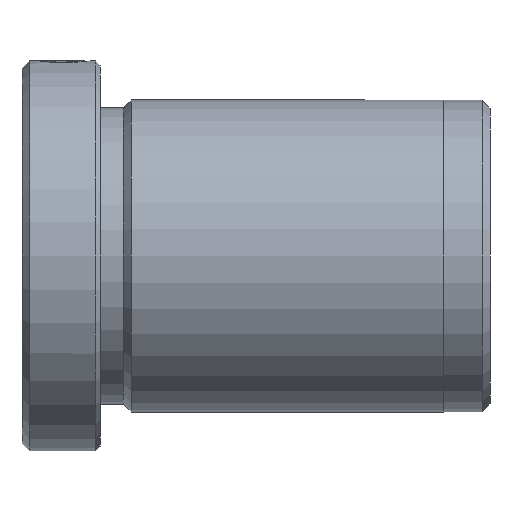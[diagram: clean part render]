
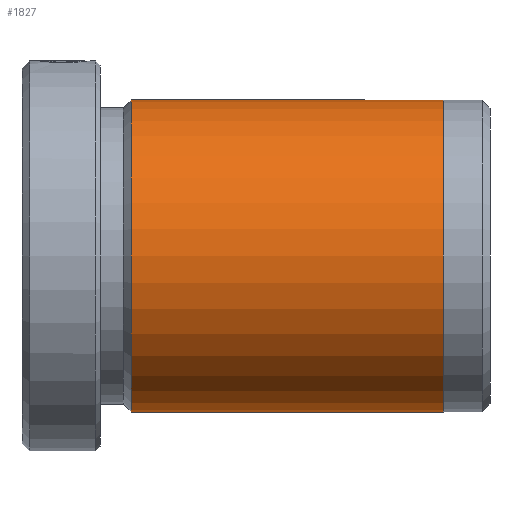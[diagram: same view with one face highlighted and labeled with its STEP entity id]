
A CAD part, left-side view. The second image highlights one B-rep face of the part: STEP entity #1827.
In plain terms, the highlighted cylindrical face has radius 10 mm (diameter 20 mm), a partial arc.
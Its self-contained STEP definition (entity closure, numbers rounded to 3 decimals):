
#6 = VERTEX_POINT ( 'NONE', #1758 ) ;
#27 = LINE ( 'NONE', #1533, #1095 ) ;
#56 = VECTOR ( 'NONE', #857, 1000. ) ;
#59 = CARTESIAN_POINT ( 'NONE',  ( 0., -27., 10. ) ) ;
#89 = VERTEX_POINT ( 'NONE', #1356 ) ;
#91 = CIRCLE ( 'NONE', #747, 10. ) ;
#96 = ORIENTED_EDGE ( 'NONE', *, *, #211, .F. ) ;
#211 = EDGE_CURVE ( 'NONE', #6, #1296, #27, .T. ) ;
#316 = EDGE_LOOP ( 'NONE', ( #96, #1179, #1456, #1385 ) ) ;
#397 = FACE_OUTER_BOUND ( 'NONE', #316, .T. ) ;
#398 = DIRECTION ( 'NONE',  ( 0., 1., 0. ) ) ;
#417 = CARTESIAN_POINT ( 'NONE',  ( 0., 0., 0. ) ) ;
#440 = EDGE_CURVE ( 'NONE', #6, #1269, #91, .T. ) ;
#684 = DIRECTION ( 'NONE',  ( 0., 1., 0. ) ) ;
#707 = CARTESIAN_POINT ( 'NONE',  ( 0., -27., 0. ) ) ;
#723 = AXIS2_PLACEMENT_3D ( 'NONE', #1237, #398, #1382 ) ;
#747 = AXIS2_PLACEMENT_3D ( 'NONE', #707, #1686, #852 ) ;
#852 = DIRECTION ( 'NONE',  ( 0., 0., 1. ) ) ;
#857 = DIRECTION ( 'NONE',  ( 0., 1., 0. ) ) ;
#1054 = AXIS2_PLACEMENT_3D ( 'NONE', #417, #1400, #1682 ) ;
#1095 = VECTOR ( 'NONE', #684, 1000. ) ;
#1179 = ORIENTED_EDGE ( 'NONE', *, *, #440, .T. ) ;
#1237 = CARTESIAN_POINT ( 'NONE',  ( 0., -7., 0. ) ) ;
#1258 = CIRCLE ( 'NONE', #723, 10. ) ;
#1269 = VERTEX_POINT ( 'NONE', #59 ) ;
#1296 = VERTEX_POINT ( 'NONE', #1466 ) ;
#1356 = CARTESIAN_POINT ( 'NONE',  ( 0., -7., 10. ) ) ;
#1382 = DIRECTION ( 'NONE',  ( 0., 0., 1. ) ) ;
#1385 = ORIENTED_EDGE ( 'NONE', *, *, #1482, .F. ) ;
#1400 = DIRECTION ( 'NONE',  ( 0., 1., 0. ) ) ;
#1456 = ORIENTED_EDGE ( 'NONE', *, *, #1578, .T. ) ;
#1466 = CARTESIAN_POINT ( 'NONE',  ( 0., -7., -10. ) ) ;
#1482 = EDGE_CURVE ( 'NONE', #1296, #89, #1258, .T. ) ;
#1513 = LINE ( 'NONE', #1560, #56 ) ;
#1533 = CARTESIAN_POINT ( 'NONE',  ( 0., 0., -10. ) ) ;
#1560 = CARTESIAN_POINT ( 'NONE',  ( 0., 0., 10. ) ) ;
#1578 = EDGE_CURVE ( 'NONE', #1269, #89, #1513, .T. ) ;
#1682 = DIRECTION ( 'NONE',  ( 0., 0., 1. ) ) ;
#1686 = DIRECTION ( 'NONE',  ( 0., 1., 0. ) ) ;
#1758 = CARTESIAN_POINT ( 'NONE',  ( 0., -27., -10. ) ) ;
#1810 = CYLINDRICAL_SURFACE ( 'NONE', #1054, 10. ) ;
#1827 = ADVANCED_FACE ( 'NONE', ( #397 ), #1810, .T. ) ;
